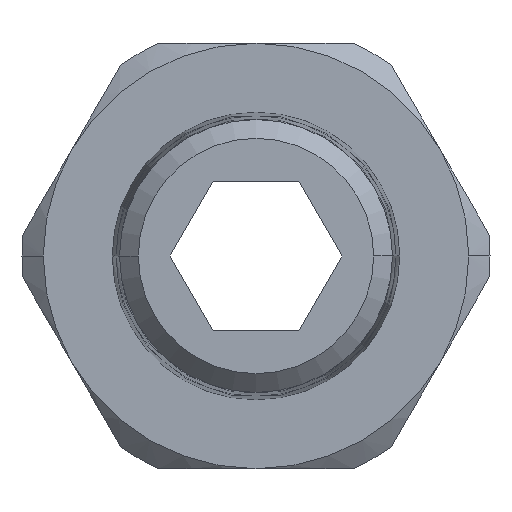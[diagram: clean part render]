
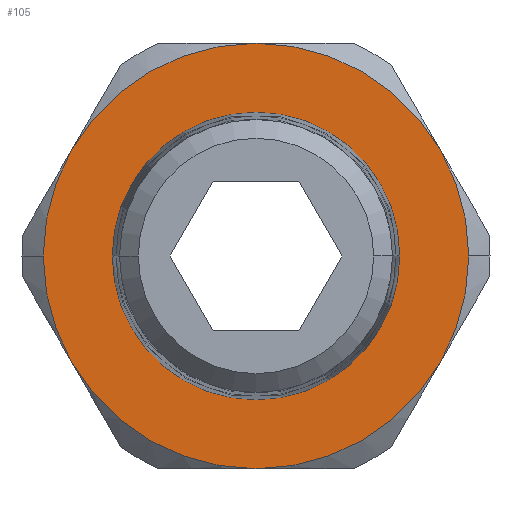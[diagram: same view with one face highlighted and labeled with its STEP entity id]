
A CAD part, front view. The second image highlights one B-rep face of the part: STEP entity #105.
In plain terms, the highlighted planar face has unit normal (0, -1, 0).
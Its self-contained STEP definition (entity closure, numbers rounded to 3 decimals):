
#105=ADVANCED_FACE('',(#243,#244),#245,.F.);
#243=FACE_BOUND('',#398,.T.);
#244=FACE_OUTER_BOUND('',#399,.T.);
#245=PLANE('',#400);
#398=EDGE_LOOP('',(#880,#881));
#399=EDGE_LOOP('',(#882,#883,#884,#885,#886,#887,#888,#889));
#400=AXIS2_PLACEMENT_3D('',#890,#891,#892);
#880=ORIENTED_EDGE('',*,*,#1066,.T.);
#881=ORIENTED_EDGE('',*,*,#1098,.T.);
#882=ORIENTED_EDGE('',*,*,#1139,.F.);
#883=ORIENTED_EDGE('',*,*,#1136,.F.);
#884=ORIENTED_EDGE('',*,*,#1133,.F.);
#885=ORIENTED_EDGE('',*,*,#1054,.F.);
#886=ORIENTED_EDGE('',*,*,#1131,.F.);
#887=ORIENTED_EDGE('',*,*,#1147,.F.);
#888=ORIENTED_EDGE('',*,*,#1048,.F.);
#889=ORIENTED_EDGE('',*,*,#1142,.F.);
#890=CARTESIAN_POINT('',(0.,0.0,0.));
#891=DIRECTION('',(0.0,1.0,0.0));
#892=DIRECTION('',(0.0,0.0,1.0));
#1048=EDGE_CURVE('',#1265,#1268,#1269,.T.);
#1054=EDGE_CURVE('',#1278,#1274,#1280,.T.);
#1066=EDGE_CURVE('',#1294,#1298,#1300,.T.);
#1098=EDGE_CURVE('',#1298,#1294,#1352,.T.);
#1131=EDGE_CURVE('',#1408,#1278,#1410,.T.);
#1133=EDGE_CURVE('',#1274,#1412,#1413,.T.);
#1136=EDGE_CURVE('',#1412,#1416,#1417,.T.);
#1139=EDGE_CURVE('',#1416,#1420,#1421,.T.);
#1142=EDGE_CURVE('',#1420,#1265,#1424,.T.);
#1147=EDGE_CURVE('',#1268,#1408,#1429,.T.);
#1265=VERTEX_POINT('',#1585);
#1268=VERTEX_POINT('',#1589);
#1269=CIRCLE('',#1590,10.0);
#1274=VERTEX_POINT('',#1606);
#1278=VERTEX_POINT('',#1611);
#1280=CIRCLE('',#1624,10.0);
#1294=VERTEX_POINT('',#1644);
#1298=VERTEX_POINT('',#1649);
#1300=CIRCLE('',#1652,6.76);
#1352=CIRCLE('',#1726,6.76);
#1408=VERTEX_POINT('',#1792);
#1410=CIRCLE('',#1805,10.0);
#1412=VERTEX_POINT('',#1818);
#1413=CIRCLE('',#1819,10.0);
#1416=VERTEX_POINT('',#1844);
#1417=CIRCLE('',#1845,10.0);
#1420=VERTEX_POINT('',#1870);
#1421=CIRCLE('',#1871,10.0);
#1424=CIRCLE('',#1896,10.0);
#1429=CIRCLE('',#1945,10.0);
#1585=CARTESIAN_POINT('',(10.0,0.0,0.));
#1589=CARTESIAN_POINT('',(8.66,0.0,-5.0));
#1590=AXIS2_PLACEMENT_3D('',#2173,#2174,#2175);
#1606=CARTESIAN_POINT('',(-10.0,0.0,0.));
#1611=CARTESIAN_POINT('',(-8.66,0.0,-5.0));
#1624=AXIS2_PLACEMENT_3D('',#2183,#2184,#2185);
#1644=CARTESIAN_POINT('',(6.76,0.0,0.0));
#1649=CARTESIAN_POINT('',(-6.76,0.0,0.));
#1652=AXIS2_PLACEMENT_3D('',#2203,#2204,#2205);
#1726=AXIS2_PLACEMENT_3D('',#2255,#2256,#2257);
#1792=CARTESIAN_POINT('',(0.0,0.0,-10.0));
#1805=AXIS2_PLACEMENT_3D('',#2331,#2332,#2333);
#1818=CARTESIAN_POINT('',(-8.66,0.0,5.0));
#1819=AXIS2_PLACEMENT_3D('',#2334,#2335,#2336);
#1844=CARTESIAN_POINT('',(0.,0.0,10.0));
#1845=AXIS2_PLACEMENT_3D('',#2337,#2338,#2339);
#1870=CARTESIAN_POINT('',(8.66,0.0,5.0));
#1871=AXIS2_PLACEMENT_3D('',#2340,#2341,#2342);
#1896=AXIS2_PLACEMENT_3D('',#2343,#2344,#2345);
#1945=AXIS2_PLACEMENT_3D('',#2346,#2347,#2348);
#2173=CARTESIAN_POINT('',(0.0,0.0,0.0));
#2174=DIRECTION('',(-0.0,1.0,0.0));
#2175=DIRECTION('',(1.0,0.0,0.0));
#2183=CARTESIAN_POINT('',(0.0,0.0,0.0));
#2184=DIRECTION('',(-0.0,1.0,0.0));
#2185=DIRECTION('',(1.0,0.0,0.0));
#2203=CARTESIAN_POINT('',(0.0,0.0,0.0));
#2204=DIRECTION('',(-0.0,1.0,0.0));
#2205=DIRECTION('',(1.0,0.0,0.0));
#2255=CARTESIAN_POINT('',(0.0,0.0,0.0));
#2256=DIRECTION('',(-0.0,1.0,0.0));
#2257=DIRECTION('',(1.0,0.0,0.0));
#2331=CARTESIAN_POINT('',(0.0,0.0,0.0));
#2332=DIRECTION('',(-0.0,1.0,0.0));
#2333=DIRECTION('',(1.0,0.0,0.0));
#2334=CARTESIAN_POINT('',(0.0,0.0,0.0));
#2335=DIRECTION('',(-0.0,1.0,0.0));
#2336=DIRECTION('',(1.0,0.0,0.0));
#2337=CARTESIAN_POINT('',(0.0,0.0,0.0));
#2338=DIRECTION('',(-0.0,1.0,0.0));
#2339=DIRECTION('',(1.0,0.0,0.0));
#2340=CARTESIAN_POINT('',(0.0,0.0,0.0));
#2341=DIRECTION('',(-0.0,1.0,0.0));
#2342=DIRECTION('',(1.0,0.0,0.0));
#2343=CARTESIAN_POINT('',(0.0,0.0,0.0));
#2344=DIRECTION('',(-0.0,1.0,0.0));
#2345=DIRECTION('',(1.0,0.0,0.0));
#2346=CARTESIAN_POINT('',(0.0,0.0,0.0));
#2347=DIRECTION('',(-0.0,1.0,0.0));
#2348=DIRECTION('',(1.0,0.0,0.0));
